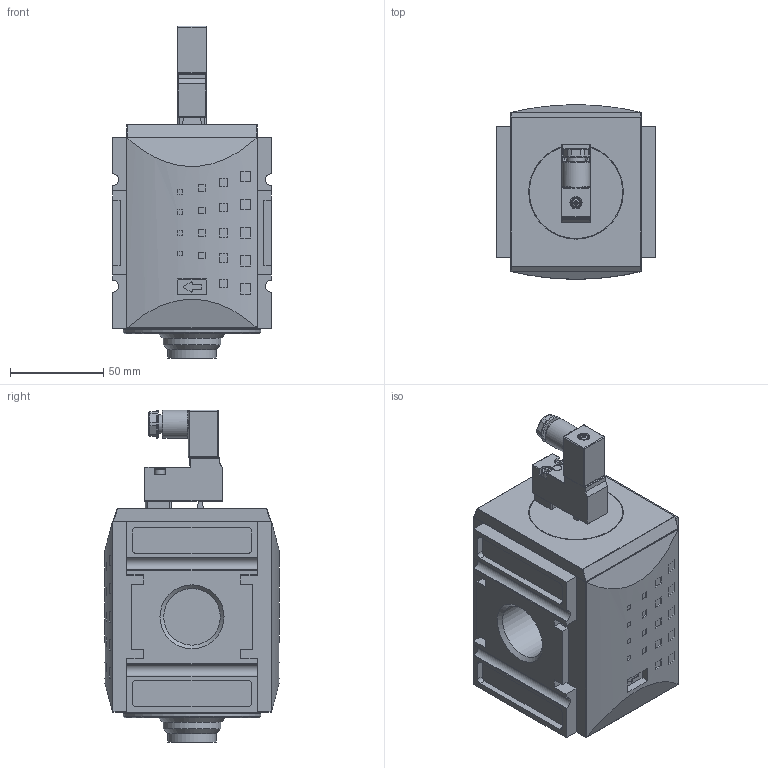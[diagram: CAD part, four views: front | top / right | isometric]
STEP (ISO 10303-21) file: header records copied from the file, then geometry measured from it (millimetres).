
FILE_DESCRIPTION((''),'2;1');
FILE_NAME('KSOV-41.stp','2010-02-09T13:31:25',('DDruske'),(''),'Autodesk Inventor 2009','Autodesk Inventor 2009','');
FILE_SCHEMA(('AUTOMOTIVE_DESIGN { 1 0 10303 214 1 1 1 1 }'));
Length unit declared in the file: millimetre
Products named in the file (1): Bauteil18
Bounding box: 85 x 93.24 x 177.77 mm (x, y, z)
Volume: 739987.8 mm3; surface area: 88096.5 mm2
Topology: 1 solids, 10 shells, 1236 faces, 3190 edges, 2068 vertices
Faces by surface type: plane 759, bspline 242, cylinder 169, torus 25, cone 24, sphere 17
Full cylindrical faces by diameter (mm): 2 x6, 2.256 x1, 2.5 x1, 3 x2, 3.7 x1, 4.9 x1, 5 x1, 5.5 x2, 10 x1, 15 x2, 18.6 x1, 24.1 x1, 26 x1, 30.291 x1, 31 x1, 50 x1, 60 x1, 74 x1
Entity records: 40043 total; most frequent: CARTESIAN_POINT 10123, ORIENTED_EDGE 6198, DIRECTION 5183, EDGE_CURVE 3099, VECTOR 2165, LINE 2165, VERTEX_POINT 2053, AXIS2_PLACEMENT_3D 1509
